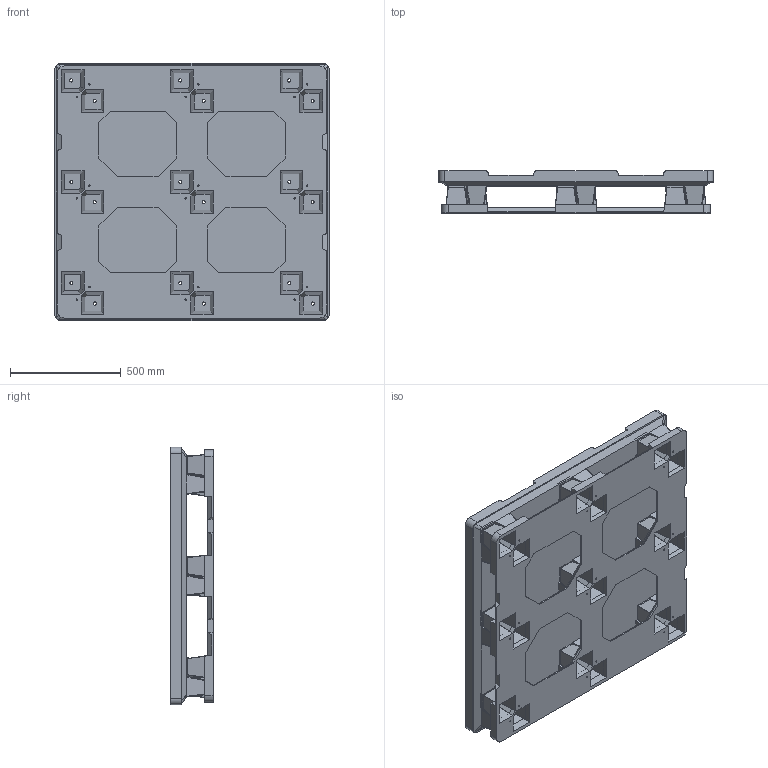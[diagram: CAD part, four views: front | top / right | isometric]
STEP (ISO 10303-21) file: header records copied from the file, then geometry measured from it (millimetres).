
FILE_DESCRIPTION((''),'2;1');
FILE_NAME('120299WSM_ASM','2025-06-20T15:14:02',('SYSTEM'),(''),'CREO PARAMETRIC BY PTC INC, 2023294','CREO PARAMETRIC BY PTC INC, 2023294','');
FILE_SCHEMA(('CONFIG_CONTROL_DESIGN'));
Length unit declared in the file: inch
Products named in the file (3): 120281SM_AF0; 86617WSM_AF0; 120299WSM_ASM
Assembly tree (2 placements, depth 2):
  120299WSM_ASM
    120281SM_AF0
    86617WSM_AF0
Bounding box: 1238.25 x 189.93 x 1162.05 mm (x, y, z)
Volume: 76766781.3 mm3; surface area: 7939341.9 mm2
Topology: 2 solids, 2 shells, 1057 faces, 2960 edges, 2090 vertices
Faces by surface type: plane 755, cylinder 302
Entity records: 34180 total; most frequent: CARTESIAN_POINT 6596, ORIENTED_EDGE 5696, DIRECTION 5372, EDGE_CURVE 2848, VECTOR 2408, LINE 2408, VERTEX_POINT 1866, AXIS2_PLACEMENT_3D 1482
